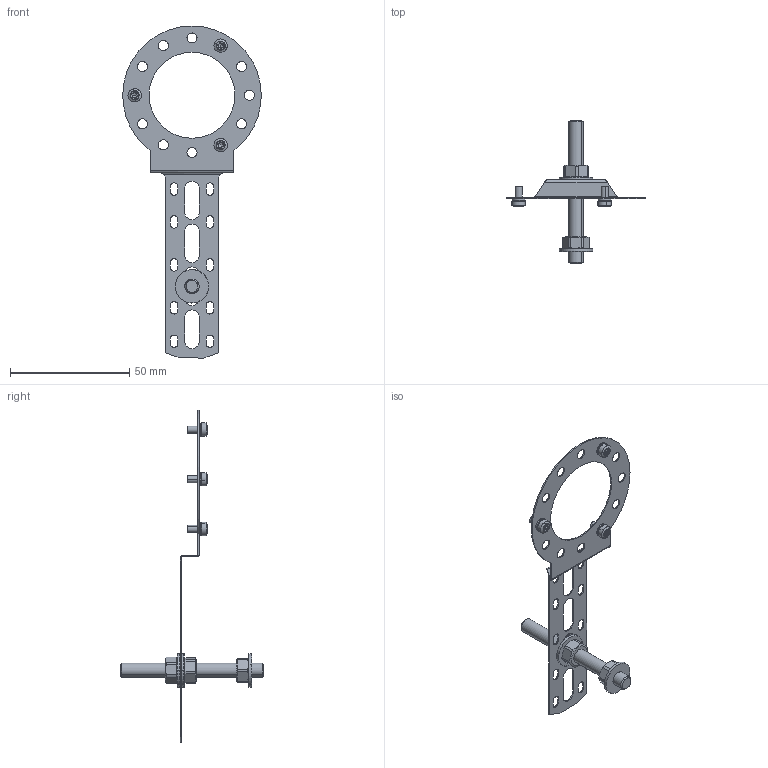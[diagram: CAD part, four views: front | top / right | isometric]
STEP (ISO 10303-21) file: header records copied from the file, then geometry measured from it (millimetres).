
FILE_DESCRIPTION (( 'STEP AP203' ), '1' );
FILE_NAME ('M005_M9445-047.STEP', '2018-03-29T06:21:44', ( '' ), ( '' ), 'SwSTEP 2.0', 'SolidWorks 2016', '' );
FILE_SCHEMA (( 'CONFIG_CONTROL_DESIGN' ));
Length unit declared in the file: millimetre
Products named in the file (1): M005_M9445-047
Bounding box: 58 x 60 x 139 mm (x, y, z)
Surface area: 9790.8 mm2 (no closed solid volume)
Topology: 0 solids, 19 shells, 338 faces, 1042 edges, 739 vertices
Faces by surface type: cylinder 161, plane 97, cone 44, torus 26, sphere 6, bspline 4
Entity records: 13917 total; most frequent: CARTESIAN_POINT 4606, ORIENTED_EDGE 1958, DIRECTION 1794, EDGE_CURVE 1036, VERTEX_POINT 739, AXIS2_PLACEMENT_3D 675, LINE 444, VECTOR 444
